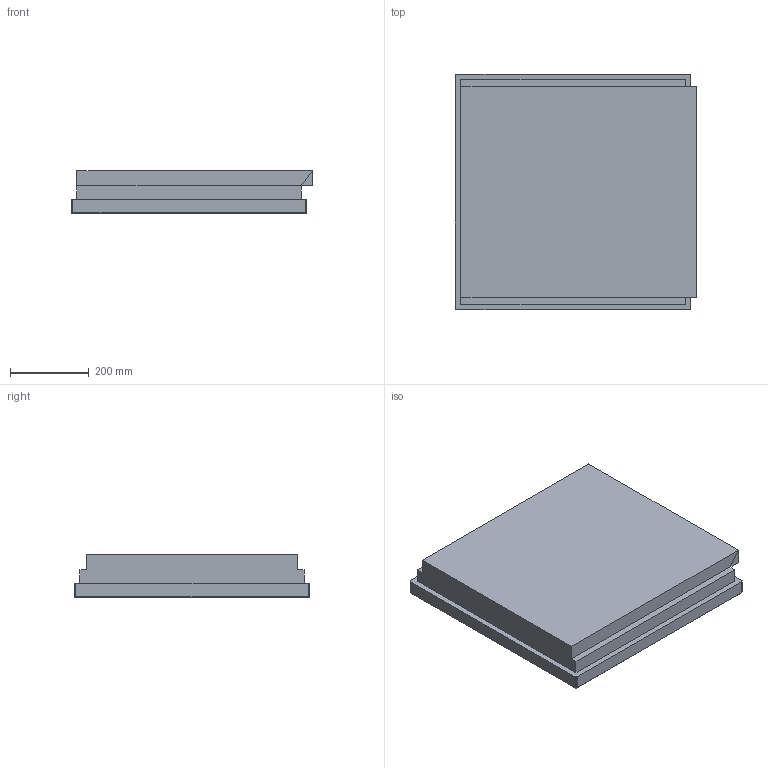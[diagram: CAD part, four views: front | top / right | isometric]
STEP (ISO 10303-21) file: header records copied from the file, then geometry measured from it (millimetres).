
FILE_DESCRIPTION (( 'STEP AP214' ), '1' );
FILE_NAME ('DR D ECO LED 595 4000K.STEP', '2018-07-23T06:10:25', ( 'usr' ), ( '' ), 'SwSTEP 2.0', 'SolidWorks 2013', '' );
FILE_SCHEMA (( 'AUTOMOTIVE_DESIGN' ));
Length unit declared in the file: millimetre
Products named in the file (2): DR D ECO LED 595 4000K
Assembly tree (1 placements, depth 2):
  DR D ECO LED 595 4000K
    DR D ECO LED 595 4000K
Bounding box: 615.1 x 600 x 108.19 mm (x, y, z)
Surface area: 1649217.4 mm2 (no closed solid volume)
Topology: 0 solids, 17 shells, 73 faces, 270 edges, 212 vertices
Faces by surface type: plane 39, bspline 34
Entity records: 5640 total; most frequent: CARTESIAN_POINT 2797, ORIENTED_EDGE 328, DIRECTION 324, EDGE_CURVE 270, VECTOR 238, LINE 238, VERTEX_POINT 212, UNCERTAINTY_MEASURE_WITH_UNIT 76
